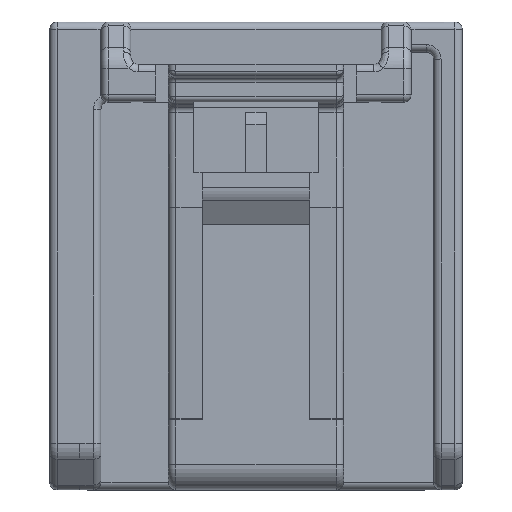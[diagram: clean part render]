
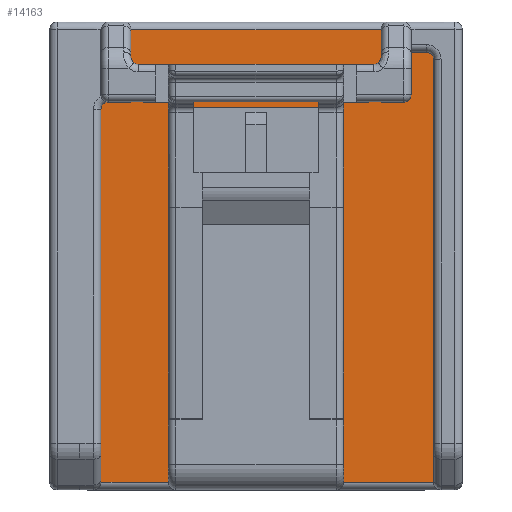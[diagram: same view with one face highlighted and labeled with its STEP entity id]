
A CAD part, top view. The second image highlights one B-rep face of the part: STEP entity #14163.
In plain terms, the highlighted planar face has unit normal (0, 0, 1).
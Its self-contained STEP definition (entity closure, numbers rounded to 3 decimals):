
#832=DIRECTION('',(0.,1.,0.));
#833=VECTOR('',#832,16.9);
#834=CARTESIAN_POINT('',(7.1,5.45,-7.55));
#835=LINE('',#834,#833);
#2597=DIRECTION('',(0.,1.,0.));
#2598=VECTOR('',#2597,2.9);
#2599=CARTESIAN_POINT('',(-5.,20.65,-7.55));
#2600=LINE('',#2599,#2598);
#2656=DIRECTION('',(1.,0.,0.));
#2657=VECTOR('',#2656,10.);
#2658=CARTESIAN_POINT('',(-5.,23.55,-7.55));
#2659=LINE('',#2658,#2657);
#2664=DIRECTION('',(-1.,0.,0.));
#2665=VECTOR('',#2664,2.7);
#2666=CARTESIAN_POINT('',(-3.5,5.45,-7.55));
#2667=LINE('',#2666,#2665);
#2668=CARTESIAN_POINT('',(-5.9,20.35,-7.55));
#2669=DIRECTION('',(0.,0.,1.));
#2670=DIRECTION('',(0.,1.,0.));
#2671=AXIS2_PLACEMENT_3D('',#2668,#2669,#2670);
#2673=DIRECTION('',(-1.,0.,0.));
#2674=VECTOR('',#2673,0.9);
#2675=CARTESIAN_POINT('',(-5.,20.65,-7.55));
#2676=LINE('',#2675,#2674);
#2677=DIRECTION('',(0.,1.,0.));
#2678=VECTOR('',#2677,2.9);
#2679=CARTESIAN_POINT('',(5.,20.65,-7.55));
#2680=LINE('',#2679,#2678);
#2681=DIRECTION('',(-1.,0.,0.));
#2682=VECTOR('',#2681,0.9);
#2683=CARTESIAN_POINT('',(5.9,20.65,-7.55));
#2684=LINE('',#2683,#2682);
#2685=CARTESIAN_POINT('',(5.9,20.95,-7.55));
#2686=DIRECTION('',(0.,0.,-1.));
#2687=DIRECTION('',(1.,0.,0.));
#2688=AXIS2_PLACEMENT_3D('',#2685,#2686,#2687);
#2690=DIRECTION('',(0.,-1.,0.));
#2691=VECTOR('',#2690,1.7);
#2692=CARTESIAN_POINT('',(6.2,22.65,-7.55));
#2693=LINE('',#2692,#2691);
#2694=DIRECTION('',(-1.,0.,0.));
#2695=VECTOR('',#2694,0.6);
#2696=CARTESIAN_POINT('',(6.8,22.65,-7.55));
#2697=LINE('',#2696,#2695);
#2698=CARTESIAN_POINT('',(6.8,22.35,-7.55));
#2699=DIRECTION('',(0.,0.,1.));
#2700=DIRECTION('',(1.,0.,0.));
#2701=AXIS2_PLACEMENT_3D('',#2698,#2699,#2700);
#2703=DIRECTION('',(-1.,0.,0.));
#2704=VECTOR('',#2703,3.6);
#2705=CARTESIAN_POINT('',(7.1,5.45,-7.55));
#2706=LINE('',#2705,#2704);
#2707=DIRECTION('',(1.,0.,0.));
#2708=VECTOR('',#2707,1.);
#2709=CARTESIAN_POINT('',(2.5,9.95,-7.55));
#2710=LINE('',#2709,#2708);
#2711=DIRECTION('',(1.,0.,0.));
#2712=VECTOR('',#2711,2.2);
#2713=CARTESIAN_POINT('',(0.3,6.35,-7.55));
#2714=LINE('',#2713,#2712);
#2715=DIRECTION('',(1.,0.,0.));
#2716=VECTOR('',#2715,0.6);
#2717=CARTESIAN_POINT('',(-0.3,9.95,-7.55));
#2718=LINE('',#2717,#2716);
#2719=DIRECTION('',(1.,0.,0.));
#2720=VECTOR('',#2719,2.2);
#2721=CARTESIAN_POINT('',(-2.5,6.35,-7.55));
#2722=LINE('',#2721,#2720);
#2723=DIRECTION('',(1.,0.,0.));
#2724=VECTOR('',#2723,1.);
#2725=CARTESIAN_POINT('',(-3.5,9.95,-7.55));
#2726=LINE('',#2725,#2724);
#2746=DIRECTION('',(0.,1.,0.));
#2747=VECTOR('',#2746,4.5);
#2748=CARTESIAN_POINT('',(-3.5,5.45,-7.55));
#2749=LINE('',#2748,#2747);
#2837=DIRECTION('',(0.,1.,0.));
#2838=VECTOR('',#2837,3.6);
#2839=CARTESIAN_POINT('',(2.5,6.35,-7.55));
#2840=LINE('',#2839,#2838);
#2888=DIRECTION('',(0.,-1.,0.));
#2889=VECTOR('',#2888,4.5);
#2890=CARTESIAN_POINT('',(3.5,9.95,-7.55));
#2891=LINE('',#2890,#2889);
#3768=DIRECTION('',(0.,1.,0.));
#3769=VECTOR('',#3768,3.6);
#3770=CARTESIAN_POINT('',(-0.3,6.35,-7.55));
#3771=LINE('',#3770,#3769);
#3790=DIRECTION('',(0.,-1.,0.));
#3791=VECTOR('',#3790,3.6);
#3792=CARTESIAN_POINT('',(0.3,9.95,-7.55));
#3793=LINE('',#3792,#3791);
#3810=DIRECTION('',(0.,-1.,0.));
#3811=VECTOR('',#3810,3.6);
#3812=CARTESIAN_POINT('',(-2.5,9.95,-7.55));
#3813=LINE('',#3812,#3811);
#3827=DIRECTION('',(0.,-1.,0.));
#3828=VECTOR('',#3827,14.9);
#3829=CARTESIAN_POINT('',(-6.2,20.35,-7.55));
#3830=LINE('',#3829,#3828);
#8138=CARTESIAN_POINT('',(5.,23.55,-7.55));
#8139=VERTEX_POINT('',#8138);
#8140=CARTESIAN_POINT('',(5.,20.65,-7.55));
#8141=VERTEX_POINT('',#8140);
#8160=CARTESIAN_POINT('',(5.9,20.65,-7.55));
#8161=VERTEX_POINT('',#8160);
#8162=CARTESIAN_POINT('',(6.2,20.95,-7.55));
#8163=VERTEX_POINT('',#8162);
#8499=CARTESIAN_POINT('',(2.5,6.35,-7.55));
#8501=VERTEX_POINT('',#8499);
#8505=CARTESIAN_POINT('',(-2.5,6.35,-7.55));
#8507=VERTEX_POINT('',#8505);
#9438=CARTESIAN_POINT('',(-5.9,20.65,-7.55));
#9439=CARTESIAN_POINT('',(-6.2,20.35,-7.55));
#9440=VERTEX_POINT('',#9438);
#9441=VERTEX_POINT('',#9439);
#9442=CARTESIAN_POINT('',(-5.,20.65,-7.55));
#9443=VERTEX_POINT('',#9442);
#9444=CARTESIAN_POINT('',(-5.,23.55,-7.55));
#9445=VERTEX_POINT('',#9444);
#9463=CARTESIAN_POINT('',(6.2,22.65,-7.55));
#9464=VERTEX_POINT('',#9463);
#9465=CARTESIAN_POINT('',(7.1,22.35,-7.55));
#9466=CARTESIAN_POINT('',(6.8,22.65,-7.55));
#9467=VERTEX_POINT('',#9465);
#9468=VERTEX_POINT('',#9466);
#9469=CARTESIAN_POINT('',(-0.3,6.35,-7.55));
#9471=VERTEX_POINT('',#9469);
#9473=CARTESIAN_POINT('',(0.3,6.35,-7.55));
#9475=VERTEX_POINT('',#9473);
#9515=CARTESIAN_POINT('',(-6.2,5.45,-7.55));
#9516=VERTEX_POINT('',#9515);
#9517=CARTESIAN_POINT('',(-3.5,5.45,-7.55));
#9518=VERTEX_POINT('',#9517);
#9643=CARTESIAN_POINT('',(3.5,5.45,-7.55));
#9644=VERTEX_POINT('',#9643);
#9645=CARTESIAN_POINT('',(7.1,5.45,-7.55));
#9646=VERTEX_POINT('',#9645);
#9689=CARTESIAN_POINT('',(2.5,9.95,-7.55));
#9690=CARTESIAN_POINT('',(3.5,9.95,-7.55));
#9691=VERTEX_POINT('',#9689);
#9692=VERTEX_POINT('',#9690);
#9693=CARTESIAN_POINT('',(-0.3,9.95,-7.55));
#9694=CARTESIAN_POINT('',(0.3,9.95,-7.55));
#9695=VERTEX_POINT('',#9693);
#9696=VERTEX_POINT('',#9694);
#9697=CARTESIAN_POINT('',(-3.5,9.95,-7.55));
#9698=CARTESIAN_POINT('',(-2.5,9.95,-7.55));
#9699=VERTEX_POINT('',#9697);
#9700=VERTEX_POINT('',#9698);
#14116=CARTESIAN_POINT('',(6.9,23.85,-7.55));
#14117=DIRECTION('',(0.,0.,-1.));
#14118=DIRECTION('',(0.,1.,0.));
#14119=AXIS2_PLACEMENT_3D('',#14116,#14117,#14118);
#14120=PLANE('',#14119);
#14122=ORIENTED_EDGE('',*,*,#14121,.T.);
#14124=ORIENTED_EDGE('',*,*,#14123,.F.);
#14125=ORIENTED_EDGE('',*,*,#13778,.F.);
#14126=ORIENTED_EDGE('',*,*,#13800,.F.);
#14127=ORIENTED_EDGE('',*,*,#14056,.T.);
#14128=ORIENTED_EDGE('',*,*,#14109,.T.);
#14129=ORIENTED_EDGE('',*,*,#11052,.F.);
#14130=ORIENTED_EDGE('',*,*,#11180,.F.);
#14132=ORIENTED_EDGE('',*,*,#14131,.F.);
#14133=ORIENTED_EDGE('',*,*,#11306,.F.);
#14134=ORIENTED_EDGE('',*,*,#11325,.F.);
#14135=ORIENTED_EDGE('',*,*,#11339,.F.);
#14136=ORIENTED_EDGE('',*,*,#11356,.F.);
#14138=ORIENTED_EDGE('',*,*,#14137,.T.);
#14140=ORIENTED_EDGE('',*,*,#14139,.F.);
#14142=ORIENTED_EDGE('',*,*,#14141,.F.);
#14144=ORIENTED_EDGE('',*,*,#14143,.F.);
#14146=ORIENTED_EDGE('',*,*,#14145,.F.);
#14148=ORIENTED_EDGE('',*,*,#14147,.F.);
#14150=ORIENTED_EDGE('',*,*,#14149,.F.);
#14152=ORIENTED_EDGE('',*,*,#14151,.F.);
#14154=ORIENTED_EDGE('',*,*,#14153,.F.);
#14156=ORIENTED_EDGE('',*,*,#14155,.F.);
#14158=ORIENTED_EDGE('',*,*,#14157,.F.);
#14160=ORIENTED_EDGE('',*,*,#14159,.F.);
#14161=EDGE_LOOP('',(#14122,#14124,#14125,#14126,#14127,#14128,#14129,#14130,
#14132,#14133,#14134,#14135,#14136,#14138,#14140,#14142,#14144,#14146,#14148,
#14150,#14152,#14154,#14156,#14158,#14160));
#14162=FACE_OUTER_BOUND('',#14161,.F.);
#14163=ADVANCED_FACE('',(#14162),#14120,.F.);
#2672=CIRCLE('',#2671,0.3);
#2689=CIRCLE('',#2688,0.3);
#2702=CIRCLE('',#2701,0.3);
#11052=EDGE_CURVE('',#8141,#8139,#2680,.T.);
#11180=EDGE_CURVE('',#8161,#8141,#2684,.T.);
#11306=EDGE_CURVE('',#9464,#8163,#2693,.T.);
#11325=EDGE_CURVE('',#9468,#9464,#2697,.T.);
#11339=EDGE_CURVE('',#9467,#9468,#2702,.T.);
#11356=EDGE_CURVE('',#9646,#9467,#835,.T.);
#13778=EDGE_CURVE('',#9440,#9441,#2672,.T.);
#13800=EDGE_CURVE('',#9443,#9440,#2676,.T.);
#14056=EDGE_CURVE('',#9443,#9445,#2600,.T.);
#14109=EDGE_CURVE('',#9445,#8139,#2659,.T.);
#14121=EDGE_CURVE('',#9518,#9516,#2667,.T.);
#14123=EDGE_CURVE('',#9441,#9516,#3830,.T.);
#14131=EDGE_CURVE('',#8163,#8161,#2689,.T.);
#14137=EDGE_CURVE('',#9646,#9644,#2706,.T.);
#14139=EDGE_CURVE('',#9692,#9644,#2891,.T.);
#14141=EDGE_CURVE('',#9691,#9692,#2710,.T.);
#14143=EDGE_CURVE('',#8501,#9691,#2840,.T.);
#14145=EDGE_CURVE('',#9475,#8501,#2714,.T.);
#14147=EDGE_CURVE('',#9696,#9475,#3793,.T.);
#14149=EDGE_CURVE('',#9695,#9696,#2718,.T.);
#14151=EDGE_CURVE('',#9471,#9695,#3771,.T.);
#14153=EDGE_CURVE('',#8507,#9471,#2722,.T.);
#14155=EDGE_CURVE('',#9700,#8507,#3813,.T.);
#14157=EDGE_CURVE('',#9699,#9700,#2726,.T.);
#14159=EDGE_CURVE('',#9518,#9699,#2749,.T.);
